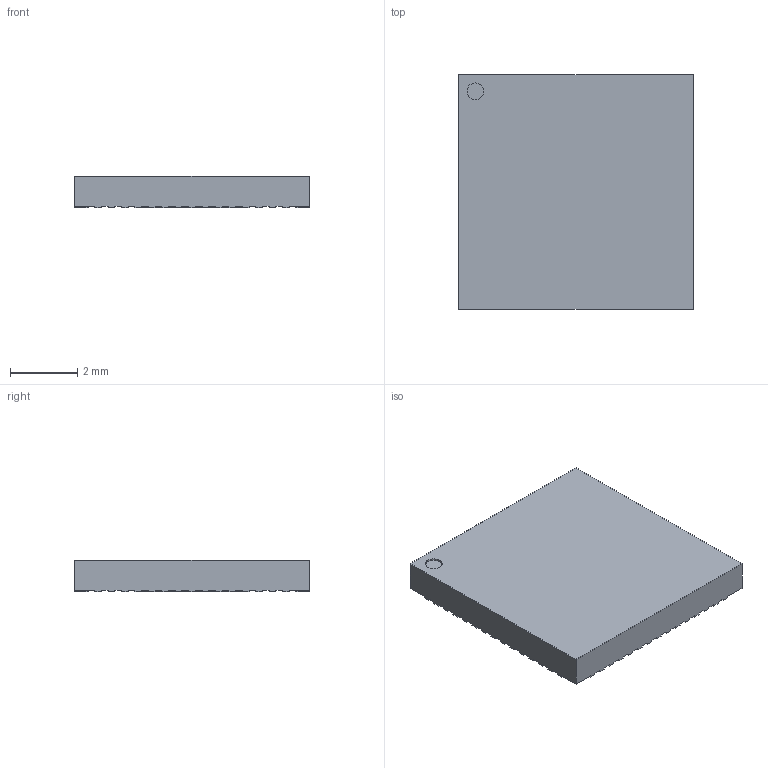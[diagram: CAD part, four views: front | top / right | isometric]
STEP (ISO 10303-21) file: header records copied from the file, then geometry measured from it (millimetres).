
FILE_DESCRIPTION(/* description */ ('STEP AP242','CAx-IF Rec.Pracs.---Representation and Presentation of Product Manufacturing Information (PMI)---4.0---2014-10-13','CAx-IF Rec.Pracs.---3D Tessellated Geometry---0.4---2014-09-14','2;1'),/* implementation_level */ '2;1');
FILE_NAME(/* name */ '6721638ab8b0f34a32c62459',/* time_stamp */ '2024-10-29T22:36:58Z',/* author */ (''),/* organization */ (''),/* preprocessor_version */ 'ST-DEVELOPER v20',/* originating_system */ ' ',/* authorisation */ ' ');
FILE_SCHEMA (('AP242_MANAGED_MODEL_BASED_3D_ENGINEERING_MIM_LF { 1 0 10303 442 1 1 4 }'));
Length unit declared in the file: metre
Products named in the file (1): LinearPattern003
Bounding box: 7 x 7 x 0.95 mm (x, y, z)
Volume: 44.9 mm3; surface area: 127.6 mm2
Topology: 1 solids, 1 shells, 253 faces, 747 edges, 498 vertices
Faces by surface type: plane 252, cylinder 1
Full cylindrical faces by diameter (mm): 0.5 x1
Entity records: 10026 total; most frequent: CARTESIAN_POINT 1498, ORIENTED_EDGE 1492, DIRECTION 1256, EDGE_CURVE 746, LINE 744, VECTOR 744, VERTEX_POINT 498, EDGE_LOOP 256
